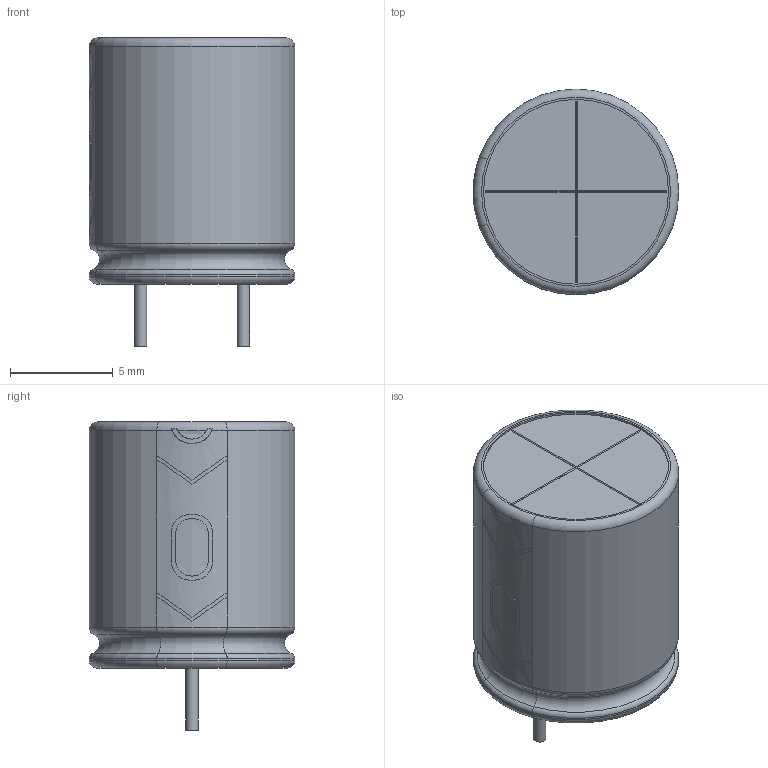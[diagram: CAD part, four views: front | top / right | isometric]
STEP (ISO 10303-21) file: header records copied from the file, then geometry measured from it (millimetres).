
FILE_DESCRIPTION(('STEP AP214'), '1');
FILE_NAME('El_Cap_VT', '', ('UNSPECIFIED'), ('UNSPECIFIED'), 'ASCON STEP Converter 1.6', 'ASCON Math Kernel', '');
FILE_SCHEMA(('AUTOMOTIVE_DESIGN { 1 0 10303 214 3 1 1}'));
Length unit declared in the file: millimetre
Bounding box: 10 x 10 x 15 mm (x, y, z)
Volume: 918.2 mm3; surface area: 550.9 mm2
Topology: 1 solids, 1 shells, 87 faces, 240 edges, 160 vertices
Faces by surface type: plane 49, cylinder 28, torus 10
Full cylindrical faces by diameter (mm): 0.6 x2, 8 x1, 9 x1
Entity records: 3888 total; most frequent: CARTESIAN_POINT 1006, ORIENTED_EDGE 472, DIRECTION 424, EDGE_CURVE 236, VERTEX_POINT 160, AXIS2_PLACEMENT_3D 152, LINE 120, VECTOR 120
